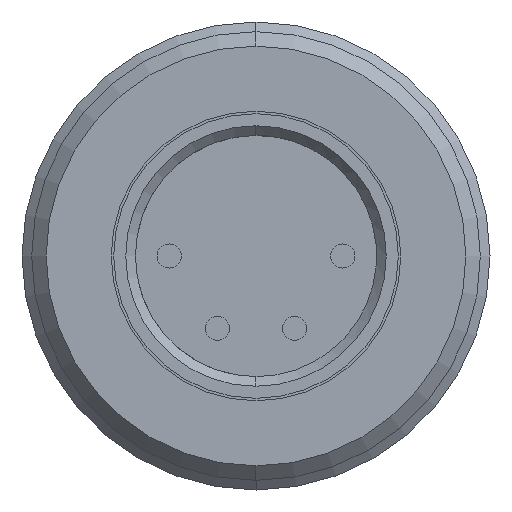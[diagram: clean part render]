
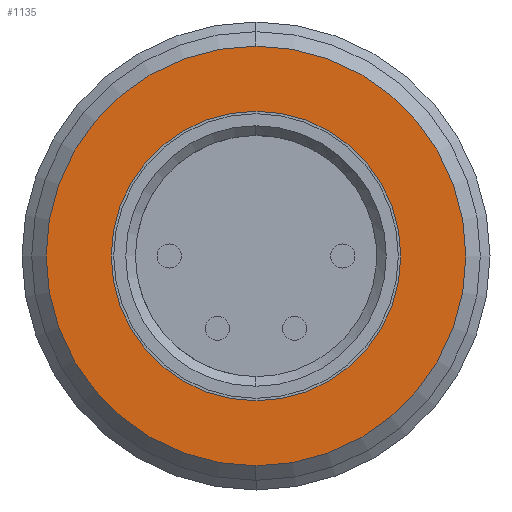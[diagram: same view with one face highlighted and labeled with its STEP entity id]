
A CAD part, left-side view. The second image highlights one B-rep face of the part: STEP entity #1135.
In plain terms, the highlighted planar face has unit normal (-1, 0, 0).
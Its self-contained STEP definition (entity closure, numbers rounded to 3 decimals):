
#4 = DIRECTION ( 'NONE',  ( 0., 0., -1. ) ) ;
#120 = CIRCLE ( 'NONE', #274, 2.95 ) ;
#155 = EDGE_CURVE ( 'NONE', #407, #454, #805, .T. ) ;
#170 = DIRECTION ( 'NONE',  ( 0., 0., -1. ) ) ;
#173 = CARTESIAN_POINT ( 'NONE',  ( 7.6, 0., 2.95 ) ) ;
#175 = ORIENTED_EDGE ( 'NONE', *, *, #902, .T. ) ;
#183 = AXIS2_PLACEMENT_3D ( 'NONE', #736, #195, #4 ) ;
#195 = DIRECTION ( 'NONE',  ( 1., 0., 0. ) ) ;
#258 = CARTESIAN_POINT ( 'NONE',  ( 7.6, 2.95, 0. ) ) ;
#260 = EDGE_CURVE ( 'NONE', #454, #407, #1013, .T. ) ;
#267 = DIRECTION ( 'NONE',  ( 1., 0., 0. ) ) ;
#274 = AXIS2_PLACEMENT_3D ( 'NONE', #327, #1050, #956 ) ;
#287 = DIRECTION ( 'NONE',  ( 1., 0., 0. ) ) ;
#327 = CARTESIAN_POINT ( 'NONE',  ( 7.6, 0., 0. ) ) ;
#369 = AXIS2_PLACEMENT_3D ( 'NONE', #258, #671, #466 ) ;
#384 = AXIS2_PLACEMENT_3D ( 'NONE', #1224, #287, #495 ) ;
#407 = VERTEX_POINT ( 'NONE', #755 ) ;
#412 = AXIS2_PLACEMENT_3D ( 'NONE', #977, #267, #170 ) ;
#434 = ORIENTED_EDGE ( 'NONE', *, *, #260, .F. ) ;
#454 = VERTEX_POINT ( 'NONE', #795 ) ;
#466 = DIRECTION ( 'NONE',  ( 0., 0., -1. ) ) ;
#495 = DIRECTION ( 'NONE',  ( 0., 0., -1. ) ) ;
#537 = VERTEX_POINT ( 'NONE', #1109 ) ;
#585 = EDGE_LOOP ( 'NONE', ( #175, #710 ) ) ;
#671 = DIRECTION ( 'NONE',  ( 1., 0., 0. ) ) ;
#710 = ORIENTED_EDGE ( 'NONE', *, *, #775, .T. ) ;
#736 = CARTESIAN_POINT ( 'NONE',  ( 7.6, 0., 0. ) ) ;
#755 = CARTESIAN_POINT ( 'NONE',  ( 7.6, 0., -4.35 ) ) ;
#775 = EDGE_CURVE ( 'NONE', #1334, #537, #120, .T. ) ;
#795 = CARTESIAN_POINT ( 'NONE',  ( 7.6, 0., 4.35 ) ) ;
#805 = CIRCLE ( 'NONE', #384, 4.35 ) ;
#902 = EDGE_CURVE ( 'NONE', #537, #1334, #1300, .T. ) ;
#956 = DIRECTION ( 'NONE',  ( 0., 0., -1. ) ) ;
#977 = CARTESIAN_POINT ( 'NONE',  ( 7.6, 0., 0. ) ) ;
#1013 = CIRCLE ( 'NONE', #183, 4.35 ) ;
#1050 = DIRECTION ( 'NONE',  ( 1., 0., 0. ) ) ;
#1109 = CARTESIAN_POINT ( 'NONE',  ( 7.6, 0., -2.95 ) ) ;
#1135 = ADVANCED_FACE ( 'NONE', ( #1179, #1164 ), #1299, .F. ) ;
#1164 = FACE_BOUND ( 'NONE', #585, .T. ) ;
#1179 = FACE_OUTER_BOUND ( 'NONE', #1227, .T. ) ;
#1224 = CARTESIAN_POINT ( 'NONE',  ( 7.6, 0., 0. ) ) ;
#1227 = EDGE_LOOP ( 'NONE', ( #434, #1236 ) ) ;
#1236 = ORIENTED_EDGE ( 'NONE', *, *, #155, .F. ) ;
#1299 = PLANE ( 'NONE',  #369 ) ;
#1300 = CIRCLE ( 'NONE', #412, 2.95 ) ;
#1334 = VERTEX_POINT ( 'NONE', #173 ) ;
